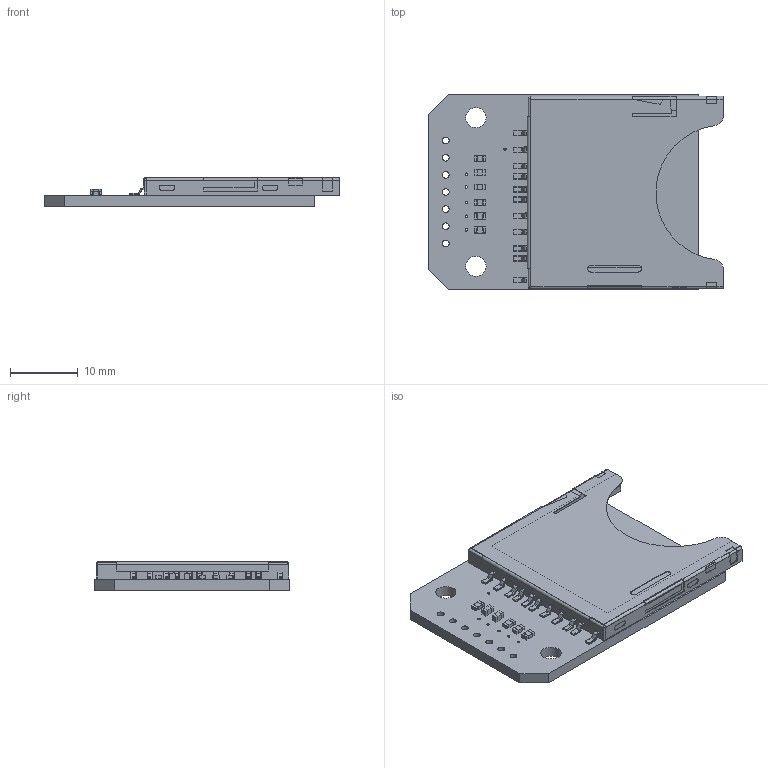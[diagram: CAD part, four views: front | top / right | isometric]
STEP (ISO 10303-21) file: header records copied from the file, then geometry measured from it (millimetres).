
FILE_DESCRIPTION(/* description */ (''),/* implementation_level */ '2;1');
FILE_NAME(/* name */ 'SD-Reader_000958.step',/* time_stamp */ '2021-10-29T15:08:13+02:00',/* author */ (''),/* organization */ (''),/* preprocessor_version */ 'ST-DEVELOPER v18.1',/* originating_system */ 'Autodesk Translation Framework v10.10.0.1391',/* authorisation */ '');
FILE_SCHEMA (('AUTOMOTIVE_DESIGN { 1 0 10303 214 3 1 1 }'));
Length unit declared in the file: millimetre
Products named in the file (9): SD-Reader_0_1; PCB Component; Board; 10uF; SD_CARD_SOCKET; SD_CASCA_Valor predeterminado; interno_sd_Valor predeterminado; PINO_SD_Valor predeterminado; 10k
Assembly tree (22 placements, depth 4):
  SD-Reader_0_1
    PCB Component
      Board
      10uF  x2
      SD_CARD_SOCKET
        SD_CASCA_Valor predeterminado
        interno_sd_Valor predeterminado
        PINO_SD_Valor predeterminado  x11
      10k  x4
Bounding box: 43.63 x 29 x 4.27 mm (x, y, z)
Volume: 2486 mm3; surface area: 5149.4 mm2
Topology: 20 solids, 20 shells, 867 faces, 1996 edges, 1134 vertices
Faces by surface type: cylinder 379, plane 292, sphere 108, torus 88
Full cylindrical faces by diameter (mm): 0.1 x11, 0.35 x11, 1.016 x7, 1.55 x2, 3 x2
Entity records: 8146 total; most frequent: DIRECTION 1400, CARTESIAN_POINT 1321, ORIENTED_EDGE 1284, EDGE_CURVE 642, AXIS2_PLACEMENT_3D 481, LINE 438, VECTOR 438, VERTEX_POINT 402
